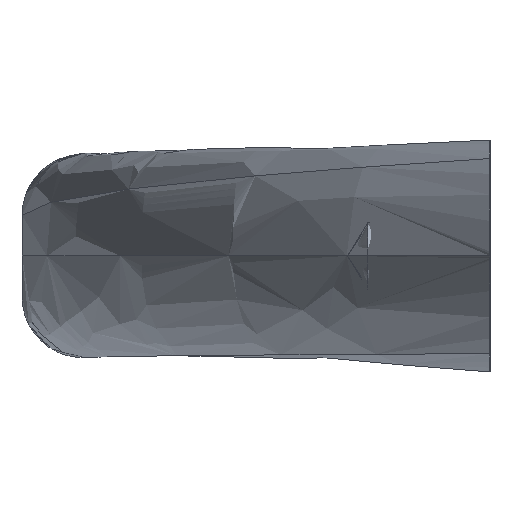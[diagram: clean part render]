
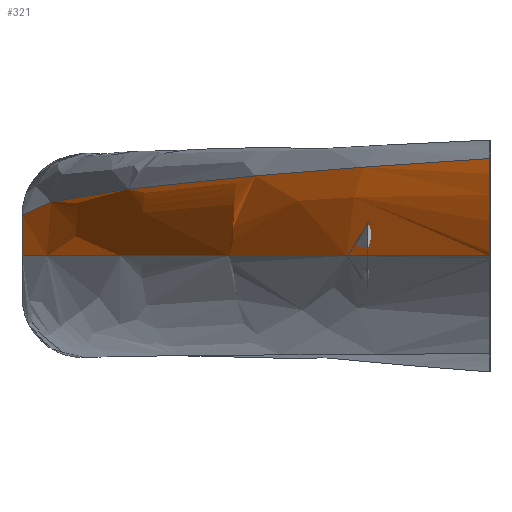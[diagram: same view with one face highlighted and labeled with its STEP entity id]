
A CAD part, left-side view. The second image highlights one B-rep face of the part: STEP entity #321.
In plain terms, the highlighted free-form (B-spline) face has degree [3, 3] with [16, 4] control points.
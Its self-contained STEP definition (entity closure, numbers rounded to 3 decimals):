
#6 = VERTEX_POINT ( 'NONE', #776 ) ;
#10 = CARTESIAN_POINT ( 'NONE',  ( -26.826, 22.994, 0.54 ) ) ;
#20 = FACE_OUTER_BOUND ( 'NONE', #737, .T. ) ;
#26 = CARTESIAN_POINT ( 'NONE',  ( -25.956, 22.916, 1.742 ) ) ;
#32 = CARTESIAN_POINT ( 'NONE',  ( 0., 23., 0.034 ) ) ;
#76 = CARTESIAN_POINT ( 'NONE',  ( -24.931, 22.706, 2.929 ) ) ;
#83 = CARTESIAN_POINT ( 'NONE',  ( -24.931, 22.706, 2.929 ) ) ;
#96 = DIRECTION ( 'NONE',  ( 0., 0., 1. ) ) ;
#112 = CARTESIAN_POINT ( 'NONE',  ( 0., 23., 0.043 ) ) ;
#120 = CARTESIAN_POINT ( 'NONE',  ( -27.048, 23., 0. ) ) ;
#128 = CARTESIAN_POINT ( 'NONE',  ( -53.493, 14.997, 0. ) ) ;
#134 = CARTESIAN_POINT ( 'NONE',  ( -25.663, 22.874, 2.065 ) ) ;
#172 = CARTESIAN_POINT ( 'NONE',  ( -66.218, 0., -6.348 ) ) ;
#190 = CARTESIAN_POINT ( 'NONE',  ( 0., 23., 2. ) ) ;
#202 = EDGE_CURVE ( 'NONE', #6, #1145, #503, .T. ) ;
#211 = CARTESIAN_POINT ( 'NONE',  ( -75.753, 0., 0.478 ) ) ;
#216 = ORIENTED_EDGE ( 'NONE', *, *, #613, .F. ) ;
#221 = CARTESIAN_POINT ( 'NONE',  ( -27.048, 23., 0.011 ) ) ;
#225 = CARTESIAN_POINT ( 'NONE',  ( -72.801, 0., 3.37 ) ) ;
#232 = CARTESIAN_POINT ( 'NONE',  ( -50.21, 14.829, 3.316 ) ) ;
#240 = CARTESIAN_POINT ( 'NONE',  ( -76., 0., 0.001 ) ) ;
#271 = B_SPLINE_CURVE_WITH_KNOTS ( 'NONE', 3,
 ( #1333, #83, #496, #290 ),
 .UNSPECIFIED., .F., .F.,
 ( 4, 4 ),
 ( 0., 1. ),
 .UNSPECIFIED. ) ;
#290 = CARTESIAN_POINT ( 'NONE',  ( -69.882, 0., 4.787 ) ) ;
#305 = VERTEX_POINT ( 'NONE', #1166 ) ;
#321 = ADVANCED_FACE ( 'NONE', ( #20 ), #696, .F. ) ;
#323 = CARTESIAN_POINT ( 'NONE',  ( -74.581, 0., 1.896 ) ) ;
#332 = CARTESIAN_POINT ( 'NONE',  ( -75.971, 0., 0.148 ) ) ;
#339 = CARTESIAN_POINT ( 'NONE',  ( -25.395, 22.824, 2.353 ) ) ;
#345 = CARTESIAN_POINT ( 'NONE',  ( 0., 23., 0.718 ) ) ;
#409 = ORIENTED_EDGE ( 'NONE', *, *, #998, .T. ) ;
#414 = ORIENTED_EDGE ( 'NONE', *, *, #873, .F. ) ;
#428 = CARTESIAN_POINT ( 'NONE',  ( 0., 23., 0.017 ) ) ;
#429 = CIRCLE ( 'NONE', #651, 11.723 ) ;
#437 = CARTESIAN_POINT ( 'NONE',  ( 0., 23., 0.052 ) ) ;
#444 = CARTESIAN_POINT ( 'NONE',  ( -75.944, 0., 0.196 ) ) ;
#449 = CARTESIAN_POINT ( 'NONE',  ( -53.489, 14.997, 0.062 ) ) ;
#496 = CARTESIAN_POINT ( 'NONE',  ( -49.293, 14.716, 3.858 ) ) ;
#497 = DIRECTION ( 'NONE',  ( 0., -1., 0. ) ) ;
#503 = CIRCLE ( 'NONE', #964, 0.389 ) ;
#511 = VERTEX_POINT ( 'NONE', #671 ) ;
#527 = CARTESIAN_POINT ( 'NONE',  ( -76., 0., 0.004 ) ) ;
#537 = CARTESIAN_POINT ( 'NONE',  ( -27.038, 23., 0.078 ) ) ;
#544 = CARTESIAN_POINT ( 'NONE',  ( -71.956, 0., 3.888 ) ) ;
#549 = CARTESIAN_POINT ( 'NONE',  ( -75.611, 0., -0.006 ) ) ;
#550 = CARTESIAN_POINT ( 'NONE',  ( 0., 23., 1.629 ) ) ;
#585 = CARTESIAN_POINT ( 'NONE',  ( 0., 23., 2. ) ) ;
#598 = CARTESIAN_POINT ( 'NONE',  ( -25.002, 22.727, 2.811 ) ) ;
#613 = EDGE_CURVE ( 'NONE', #629, #511, #271, .T. ) ;
#629 = VERTEX_POINT ( 'NONE', #1347 ) ;
#633 = CARTESIAN_POINT ( 'NONE',  ( -53.052, 14.991, 0.787 ) ) ;
#641 = CARTESIAN_POINT ( 'NONE',  ( -73.701, 0., 2.701 ) ) ;
#650 = CARTESIAN_POINT ( 'NONE',  ( 0., 23., 1.154 ) ) ;
#651 = AXIS2_PLACEMENT_3D ( 'NONE', #172, #497, #1344 ) ;
#657 = CARTESIAN_POINT ( 'NONE',  ( -71.188, 0., 4.279 ) ) ;
#664 = CARTESIAN_POINT ( 'NONE',  ( 0., 23., 0.014 ) ) ;
#671 = CARTESIAN_POINT ( 'NONE',  ( -69.882, 0., 4.787 ) ) ;
#678 = CARTESIAN_POINT ( 'NONE',  ( -70.496, 0., 4.574 ) ) ;
#696 = B_SPLINE_SURFACE_WITH_KNOTS ( 'NONE', 3, 3, ( 
 ( #1179, #120, #128, #240 ),
 ( #664, #1053, #1082, #527 ),
 ( #428, #221, #966, #1259 ),
 ( #32, #1275, #449, #847 ),
 ( #112, #537, #1076, #332 ),
 ( #437, #947, #1149, #444 ),
 ( #872, #957, #858, #211 ),
 ( #766, #10, #633, #1158 ),
 ( #1281, #752, #1267, #323 ),
 ( #345, #742, #758, #641 ),
 ( #1069, #26, #1062, #225 ),
 ( #650, #134, #1171, #544 ),
 ( #865, #339, #232, #657 ),
 ( #550, #972, #886, #678 ),
 ( #1005, #598, #1095, #1017 ),
 ( #585, #76, #996, #783 ) ),
 .UNSPECIFIED., .F., .F., .F.,
 ( 4, 1, 1, 1, 2, 1, 1, 1, 1, 1, 1, 1, 4 ),
 ( 4, 4 ),
 ( 0., 0.001, 0.002, 0.003, 0.003, 0.018, 0.033, 0.047, 0.062, 0.077, 0.092, 0.106, 0.121 ),
 ( 0., 1. ),
 .UNSPECIFIED. ) ;
#720 = LINE ( 'NONE', #190, #1198 ) ;
#737 = EDGE_LOOP ( 'NONE', ( #414, #409, #841, #852, #216 ) ) ;
#742 = CARTESIAN_POINT ( 'NONE',  ( -26.265, 22.951, 1.379 ) ) ;
#752 = CARTESIAN_POINT ( 'NONE',  ( -26.565, 22.977, 0.972 ) ) ;
#758 = CARTESIAN_POINT ( 'NONE',  ( -51.936, 14.95, 2.04 ) ) ;
#766 = CARTESIAN_POINT ( 'NONE',  ( 0., 23., 0.293 ) ) ;
#776 = CARTESIAN_POINT ( 'NONE',  ( -75.933, 0., 0.212 ) ) ;
#783 = CARTESIAN_POINT ( 'NONE',  ( -69.882, 0., 4.787 ) ) ;
#814 = CARTESIAN_POINT ( 'NONE',  ( -76., 0., 0.001 ) ) ;
#821 = CARTESIAN_POINT ( 'NONE',  ( -27.048, 23., 0. ) ) ;
#841 = ORIENTED_EDGE ( 'NONE', *, *, #202, .F. ) ;
#847 = CARTESIAN_POINT ( 'NONE',  ( -75.994, 0., 0.075 ) ) ;
#852 = ORIENTED_EDGE ( 'NONE', *, *, #1147, .F. ) ;
#858 = CARTESIAN_POINT ( 'NONE',  ( -53.327, 14.996, 0.365 ) ) ;
#865 = CARTESIAN_POINT ( 'NONE',  ( 0., 23., 1.389 ) ) ;
#872 = CARTESIAN_POINT ( 'NONE',  ( 0., 23., 0.138 ) ) ;
#873 = EDGE_CURVE ( 'NONE', #305, #629, #720, .T. ) ;
#886 = CARTESIAN_POINT ( 'NONE',  ( -49.727, 14.776, 3.592 ) ) ;
#947 = CARTESIAN_POINT ( 'NONE',  ( -27.028, 23., 0.1 ) ) ;
#957 = CARTESIAN_POINT ( 'NONE',  ( -26.964, 22.999, 0.251 ) ) ;
#964 = AXIS2_PLACEMENT_3D ( 'NONE', #549, #993, #1176 ) ;
#966 = CARTESIAN_POINT ( 'NONE',  ( -53.494, 14.997, 0.004 ) ) ;
#972 = CARTESIAN_POINT ( 'NONE',  ( -25.151, 22.768, 2.611 ) ) ;
#993 = DIRECTION ( 'NONE',  ( 0., -1., 0. ) ) ;
#996 = CARTESIAN_POINT ( 'NONE',  ( -49.293, 14.716, 3.858 ) ) ;
#998 = EDGE_CURVE ( 'NONE', #305, #1145, #1050, .T. ) ;
#1005 = CARTESIAN_POINT ( 'NONE',  ( 0., 23., 1.855 ) ) ;
#1017 = CARTESIAN_POINT ( 'NONE',  ( -70.08, 0., 4.722 ) ) ;
#1038 = CARTESIAN_POINT ( 'NONE',  ( -76., 0., 0.001 ) ) ;
#1043 = CARTESIAN_POINT ( 'NONE',  ( 0., 23., 0. ) ) ;
#1050 = B_SPLINE_CURVE_WITH_KNOTS ( 'NONE', 3,
 ( #1043, #821, #1232, #1038 ),
 .UNSPECIFIED., .F., .F.,
 ( 4, 4 ),
 ( 0., 1. ),
 .UNSPECIFIED. ) ;
#1053 = CARTESIAN_POINT ( 'NONE',  ( -27.048, 23., 0.01 ) ) ;
#1062 = CARTESIAN_POINT ( 'NONE',  ( -51.322, 14.917, 2.556 ) ) ;
#1069 = CARTESIAN_POINT ( 'NONE',  ( 0., 23., 0.928 ) ) ;
#1076 = CARTESIAN_POINT ( 'NONE',  ( -53.473, 14.997, 0.113 ) ) ;
#1082 = CARTESIAN_POINT ( 'NONE',  ( -53.493, 14.997, 0.007 ) ) ;
#1095 = CARTESIAN_POINT ( 'NONE',  ( -49.434, 14.737, 3.766 ) ) ;
#1145 = VERTEX_POINT ( 'NONE', #814 ) ;
#1147 = EDGE_CURVE ( 'NONE', #511, #6, #429, .T. ) ;
#1149 = CARTESIAN_POINT ( 'NONE',  ( -53.455, 14.996, 0.148 ) ) ;
#1158 = CARTESIAN_POINT ( 'NONE',  ( -75.346, 0., 1.034 ) ) ;
#1166 = CARTESIAN_POINT ( 'NONE',  ( 0., 23., 0. ) ) ;
#1171 = CARTESIAN_POINT ( 'NONE',  ( -50.741, 14.876, 2.977 ) ) ;
#1176 = DIRECTION ( 'NONE',  ( 0., 0., 1. ) ) ;
#1179 = CARTESIAN_POINT ( 'NONE',  ( 0., 23., 0. ) ) ;
#1198 = VECTOR ( 'NONE', #96, 1000. ) ;
#1232 = CARTESIAN_POINT ( 'NONE',  ( -53.493, 14.997, 0. ) ) ;
#1259 = CARTESIAN_POINT ( 'NONE',  ( -76.002, 0., -0.002 ) ) ;
#1267 = CARTESIAN_POINT ( 'NONE',  ( -52.534, 14.975, 1.434 ) ) ;
#1275 = CARTESIAN_POINT ( 'NONE',  ( -27.045, 23., 0.048 ) ) ;
#1281 = CARTESIAN_POINT ( 'NONE',  ( 0., 23., 0.51 ) ) ;
#1333 = CARTESIAN_POINT ( 'NONE',  ( 0., 23., 2. ) ) ;
#1344 = DIRECTION ( 'NONE',  ( 0., 0., 1. ) ) ;
#1347 = CARTESIAN_POINT ( 'NONE',  ( 0., 23., 2. ) ) ;
